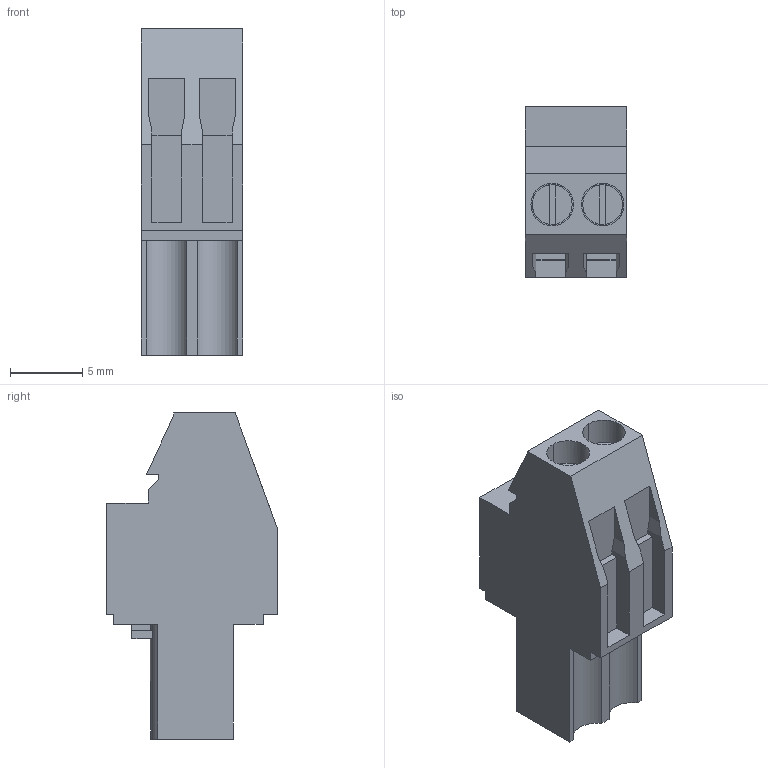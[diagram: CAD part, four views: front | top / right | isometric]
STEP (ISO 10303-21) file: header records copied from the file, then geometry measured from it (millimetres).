
FILE_DESCRIPTION(('CATIA V5 STEP Exchange','CAx-IF Rec.Pracs.--- Model Styling and Organization---1.2---2011-12-15'),'2;1');
FILE_NAME ('D1454006_0_1638550000_1638550000.stp','2017-04-18T07:25:50+00:00',('none'),('Weidmueller'),'CATIA Version 5-6 Release 2014','CATIA V5 STEP AP214','none');
FILE_SCHEMA(('AUTOMOTIVE_DESIGN { 1 0 10303 214 1 1 1 1 }'));
Length unit declared in the file: millimetre
Products named in the file (1): 1638550000
Bounding box: 7 x 11.83 x 22.6 mm (x, y, z)
Volume: 1076.9 mm3; surface area: 1126.5 mm2
Topology: 3 solids, 3 shells, 134 faces, 363 edges, 243 vertices
Faces by surface type: plane 118, cylinder 16
Entity records: 4103 total; most frequent: CARTESIAN_POINT 751, ORIENTED_EDGE 726, DIRECTION 599, EDGE_CURVE 363, VECTOR 311, LINE 311, VERTEX_POINT 243, AXIS2_PLACEMENT_3D 169
